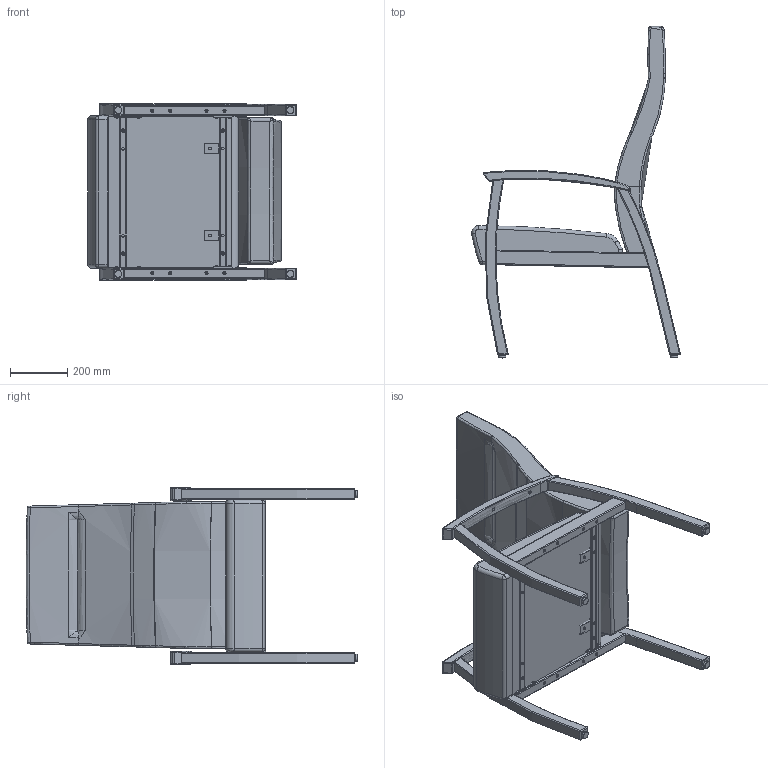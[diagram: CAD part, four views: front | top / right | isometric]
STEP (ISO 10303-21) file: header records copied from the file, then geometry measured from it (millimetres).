
FILE_DESCRIPTION(/* description */ (''),/* implementation_level */ '2;1');
FILE_NAME(/* name */ 'KOW10H.stp',/* time_stamp */ '2017-01-06T11:39:58-05:00',/* author */ ('EMerkel'),/* organization */ (''),/* preprocessor_version */ 'ST-DEVELOPER v16.5',/* originating_system */ 'Autodesk Inventor 2017',/* authorisation */ '');
FILE_SCHEMA (('AUTOMOTIVE_DESIGN { 1 0 10303 214 3 1 1 }'));
Products named in the file (23): KOW10H; KOW10-1 ARML; KOW10-1 ARML_1; KOW10-1 ARMR; KOW10 ARM TOP; KOW10 ARMR CENTER RAIL RIGHT; KOW10-1 ARMR FRONT RAIL; KOW10-1 ARMR BACK RAIL; SK142020HD INSERT NUT; GLD WHT 5-16; KOT10 USEAT; STU1X1.5X21; STU1X1.5X21_1; STU1X1.5X21_2; STUBE PLT-4; U-CHANNEL FOR STUBE; STUBE KOW10; STUBE KOW10_1; STUBE KOW10_2; STUBE PLATE KOW10; 1420X3/4 PSHPB; 1420X2.5 PSHPB; KOT10H UBACK NEW
Assembly tree (59 placements, depth 3):
  KOW10H
    KOW10-1 ARML
      GLD WHT 5-16  x2
      KOW10-1 ARML_1
    KOW10-1 ARMR
      KOW10 ARM TOP
      KOW10 ARMR CENTER RAIL RIGHT
      KOW10-1 ARMR FRONT RAIL
      KOW10-1 ARMR BACK RAIL
      SK142020HD INSERT NUT  x14
      GLD WHT 5-16  x2
    KOT10 USEAT
    STU1X1.5X21
      STU1X1.5X21_1
      STU1X1.5X21_2
      STUBE PLT-4  x2
      U-CHANNEL FOR STUBE  x2
    STUBE KOW10
      STUBE KOW10_1
      STUBE KOW10_2
      STUBE PLATE KOW10  x2
    1420X3/4 PSHPB  x16
    1420X2.5 PSHPB  x4
    KOT10H UBACK NEW
Bounding box: 731.33 x 1162.82 x 619.92 mm (x, y, z)
Volume: 72809720.8 mm3; surface area: 2949142.5 mm2
Topology: 80 solids, 80 shells, 2301 faces, 5617 edges, 3556 vertices
Faces by surface type: plane 1055, cylinder 593, cone 268, torus 207, bspline 142, sphere 36
Full cylindrical faces by diameter (mm): 6.35 x48, 7.144 x4, 7.938 x22, 8.733 x24, 9.5 x224, 9.525 x18, 9.922 x8, 11.906 x4, 12.497 x20, 12.7 x6, 14.287 x4, 25.4 x4
Entity records: 55710 total; most frequent: CARTESIAN_POINT 30131, DIRECTION 5336, ORIENTED_EDGE 4684, EDGE_CURVE 2342, AXIS2_PLACEMENT_3D 2143, VERTEX_POINT 1513, EDGE_LOOP 1373, FACE_OUTER_BOUND 1096
